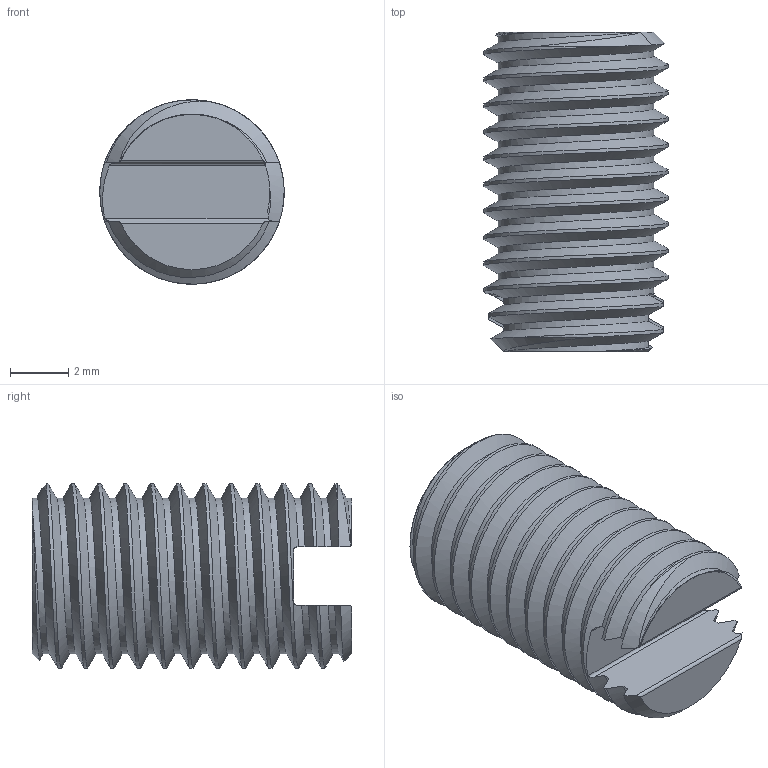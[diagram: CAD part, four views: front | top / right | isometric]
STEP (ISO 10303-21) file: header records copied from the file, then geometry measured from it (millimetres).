
FILE_DESCRIPTION (( 'STEP AP203' ), '1' );
FILE_NAME ('6VW3-01.STEP', '2022-02-11T08:40:26', ( '' ), ( '' ), 'SwSTEP 2.0', 'SolidWorks 2020', '' );
FILE_SCHEMA (( 'CONFIG_CONTROL_DESIGN' ));
Length unit declared in the file: millimetre
Products named in the file (1): 6VW3-01
Bounding box: 6.35 x 11 x 6.35 mm (x, y, z)
Volume: 254 mm3; surface area: 363.9 mm2
Topology: 1 solids, 1 shells, 34 faces, 95 edges, 63 vertices
Faces by surface type: bspline 15, cylinder 8, plane 6, cone 5
Entity records: 8947 total; most frequent: CARTESIAN_POINT 8249, ORIENTED_EDGE 182, EDGE_CURVE 91, DIRECTION 62, VERTEX_POINT 61, B_SPLINE_CURVE_WITH_KNOTS 45, EDGE_LOOP 34, FACE_OUTER_BOUND 33
